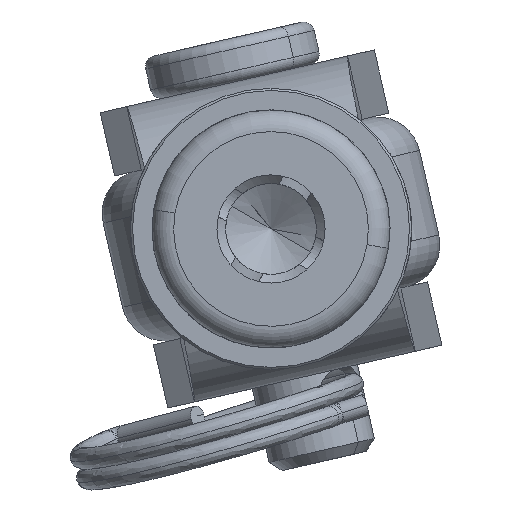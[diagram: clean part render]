
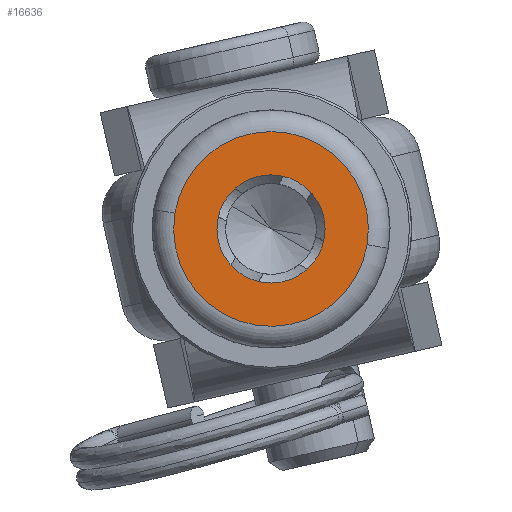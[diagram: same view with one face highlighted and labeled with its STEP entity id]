
A CAD part, front view. The second image highlights one B-rep face of the part: STEP entity #16636.
In plain terms, the highlighted face is planar.
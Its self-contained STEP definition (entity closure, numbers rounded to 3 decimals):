
#76 = DIRECTION ( 'NONE',  ( 0., -1., 0. ) ) ;
#1026 = CARTESIAN_POINT ( 'NONE',  ( 0., 25., 0. ) ) ;
#2526 = EDGE_CURVE ( 'NONE', #9730, #27987, #28644, .T. ) ;
#3758 = VERTEX_POINT ( 'NONE', #32222 ) ;
#7419 = DIRECTION ( 'NONE',  ( 0., 0., 1. ) ) ;
#8804 = EDGE_LOOP ( 'NONE', ( #20365, #39860 ) ) ;
#9730 = VERTEX_POINT ( 'NONE', #10749 ) ;
#10236 = CARTESIAN_POINT ( 'NONE',  ( 0., 25., 0. ) ) ;
#10248 = AXIS2_PLACEMENT_3D ( 'NONE', #1026, #27425, #40648 ) ;
#10749 = CARTESIAN_POINT ( 'NONE',  ( 0., 25., 4.5 ) ) ;
#13284 = CARTESIAN_POINT ( 'NONE',  ( 2.5, 25., 0. ) ) ;
#13539 = VERTEX_POINT ( 'NONE', #17229 ) ;
#13686 = DIRECTION ( 'NONE',  ( 0., 1., 0. ) ) ;
#13783 = CARTESIAN_POINT ( 'NONE',  ( 0., 25., -4.5 ) ) ;
#14794 = EDGE_CURVE ( 'NONE', #13539, #3758, #24763, .T. ) ;
#15985 = CARTESIAN_POINT ( 'NONE',  ( 0., 25., 0. ) ) ;
#16010 = CIRCLE ( 'NONE', #18791, 2.5 ) ;
#16636 = ADVANCED_FACE ( 'NONE', ( #42727, #36226 ), #33162, .F. ) ;
#17229 = CARTESIAN_POINT ( 'NONE',  ( 0., 25., 2.5 ) ) ;
#18791 = AXIS2_PLACEMENT_3D ( 'NONE', #10236, #13686, #7419 ) ;
#19932 = AXIS2_PLACEMENT_3D ( 'NONE', #13284, #76, #39697 ) ;
#20365 = ORIENTED_EDGE ( 'NONE', *, *, #37047, .F. ) ;
#24617 = EDGE_LOOP ( 'NONE', ( #36654, #38392 ) ) ;
#24763 = CIRCLE ( 'NONE', #10248, 2.5 ) ;
#25541 = CARTESIAN_POINT ( 'NONE',  ( 0., 25., 0. ) ) ;
#25745 = DIRECTION ( 'NONE',  ( 0., 1., 0. ) ) ;
#26574 = AXIS2_PLACEMENT_3D ( 'NONE', #25541, #25745, #41797 ) ;
#27425 = DIRECTION ( 'NONE',  ( 0., 1., 0. ) ) ;
#27987 = VERTEX_POINT ( 'NONE', #13783 ) ;
#28184 = CIRCLE ( 'NONE', #31609, 4.5 ) ;
#28644 = CIRCLE ( 'NONE', #26574, 4.5 ) ;
#29051 = EDGE_CURVE ( 'NONE', #27987, #9730, #28184, .T. ) ;
#31609 = AXIS2_PLACEMENT_3D ( 'NONE', #15985, #42402, #42614 ) ;
#32222 = CARTESIAN_POINT ( 'NONE',  ( 0., 25., -2.5 ) ) ;
#33162 = PLANE ( 'NONE',  #19932 ) ;
#36226 = FACE_BOUND ( 'NONE', #8804, .T. ) ;
#36654 = ORIENTED_EDGE ( 'NONE', *, *, #29051, .T. ) ;
#37047 = EDGE_CURVE ( 'NONE', #3758, #13539, #16010, .T. ) ;
#38392 = ORIENTED_EDGE ( 'NONE', *, *, #2526, .T. ) ;
#39697 = DIRECTION ( 'NONE',  ( 0., 0., -1. ) ) ;
#39860 = ORIENTED_EDGE ( 'NONE', *, *, #14794, .F. ) ;
#40648 = DIRECTION ( 'NONE',  ( 0., 0., 1. ) ) ;
#41797 = DIRECTION ( 'NONE',  ( 0., 0., -1. ) ) ;
#42402 = DIRECTION ( 'NONE',  ( 0., 1., 0. ) ) ;
#42614 = DIRECTION ( 'NONE',  ( 0., 0., -1. ) ) ;
#42727 = FACE_OUTER_BOUND ( 'NONE', #24617, .T. ) ;
